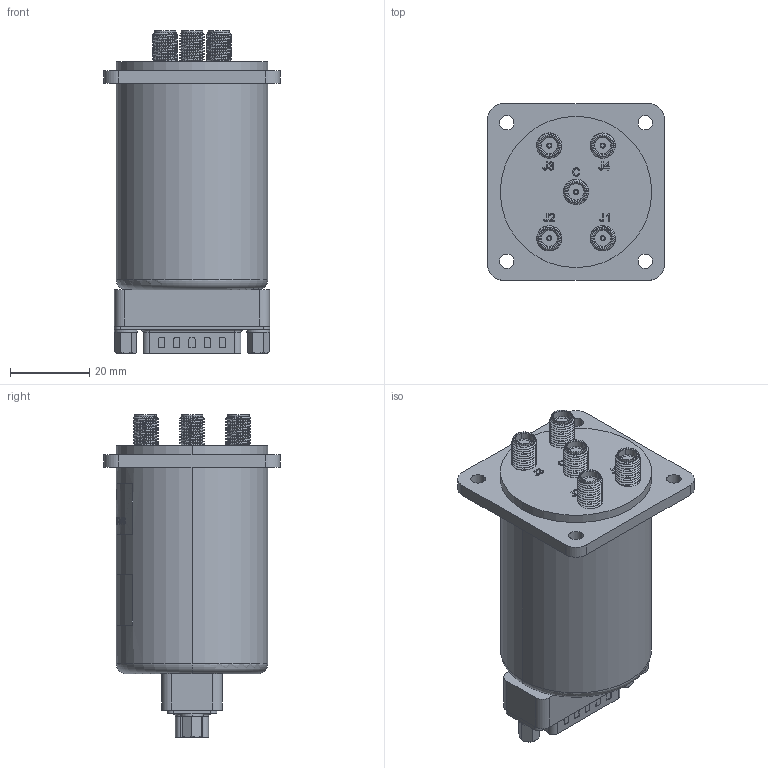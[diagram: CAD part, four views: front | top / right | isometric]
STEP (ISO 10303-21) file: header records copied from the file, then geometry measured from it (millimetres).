
FILE_DESCRIPTION (( 'STEP AP203' ), '1' );
FILE_NAME ('PE71S6423.step', '2020-10-16T22:30:21', ( '' ), ( '' ), 'SwSTEP 2.0', 'SolidWorks 2018', '' );
FILE_SCHEMA (( 'CONFIG_CONTROL_DESIGN' ));
Length unit declared in the file: inch
Products named in the file (1): PE71S6423
Bounding box: 44.45 x 44.45 x 81.31 mm (x, y, z)
Volume: 74880 mm3; surface area: 14822.3 mm2
Topology: 1 solids, 1 shells, 915 faces, 2383 edges, 1540 vertices
Faces by surface type: plane 340, cylinder 284, bspline 201, cone 53, sphere 30, torus 7
Entity records: 41885 total; most frequent: CARTESIAN_POINT 21756, ORIENTED_EDGE 4676, DIRECTION 3393, EDGE_CURVE 2338, VERTEX_POINT 1525, AXIS2_PLACEMENT_3D 1210, EDGE_LOOP 1023, VECTOR 973
